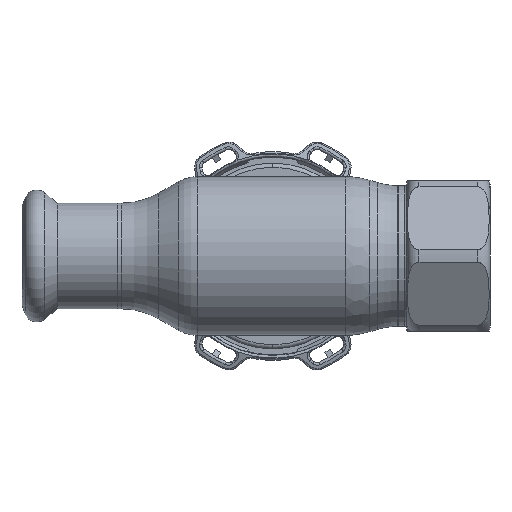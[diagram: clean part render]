
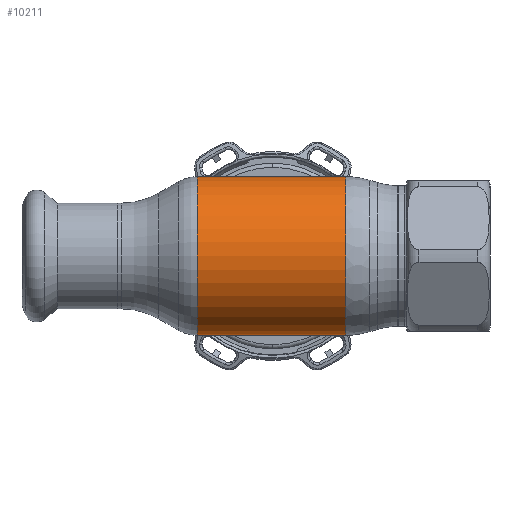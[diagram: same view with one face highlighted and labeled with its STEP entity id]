
A CAD part, front view. The second image highlights one B-rep face of the part: STEP entity #10211.
In plain terms, the highlighted cylindrical face has radius 19 mm (diameter 38 mm), a partial arc.
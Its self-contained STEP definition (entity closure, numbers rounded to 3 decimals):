
#344 = DIRECTION ( 'NONE',  ( -1., 0., 0. ) ) ;
#814 = CARTESIAN_POINT ( 'NONE',  ( -18.088, 0., 19. ) ) ;
#855 = CARTESIAN_POINT ( 'NONE',  ( -62.69, 0., -19. ) ) ;
#2124 = CARTESIAN_POINT ( 'NONE',  ( -18.088, 0., -19. ) ) ;
#4986 = CARTESIAN_POINT ( 'NONE',  ( -62.69, 0., 19. ) ) ;
#6602 = ORIENTED_EDGE ( 'NONE', *, *, #16154, .T. ) ;
#6610 = VECTOR ( 'NONE', #34174, 1000. ) ;
#10101 = AXIS2_PLACEMENT_3D ( 'NONE', #16924, #11619, #11254 ) ;
#10211 = ADVANCED_FACE ( 'NONE', ( #22381 ), #33152, .T. ) ;
#11254 = DIRECTION ( 'NONE',  ( 0., 0., 1. ) ) ;
#11597 = VECTOR ( 'NONE', #15777, 1000. ) ;
#11619 = DIRECTION ( 'NONE',  ( -1., 0., 0. ) ) ;
#12358 = CARTESIAN_POINT ( 'NONE',  ( 17.411, 0., 19. ) ) ;
#13027 = CIRCLE ( 'NONE', #10101, 19. ) ;
#13192 = ORIENTED_EDGE ( 'NONE', *, *, #14972, .F. ) ;
#13723 = VERTEX_POINT ( 'NONE', #14028 ) ;
#14028 = CARTESIAN_POINT ( 'NONE',  ( 17.411, 0., -19. ) ) ;
#14972 = EDGE_CURVE ( 'NONE', #13723, #30860, #28520, .T. ) ;
#15414 = CARTESIAN_POINT ( 'NONE',  ( 17.411, 0., 0. ) ) ;
#15777 = DIRECTION ( 'NONE',  ( -1., 0., 0. ) ) ;
#16154 = EDGE_CURVE ( 'NONE', #13723, #34861, #17189, .T. ) ;
#16924 = CARTESIAN_POINT ( 'NONE',  ( -18.088, 0., 0. ) ) ;
#17189 = CIRCLE ( 'NONE', #22964, 19. ) ;
#18026 = EDGE_CURVE ( 'NONE', #34861, #28638, #19023, .T. ) ;
#19023 = LINE ( 'NONE', #4986, #11597 ) ;
#20858 = DIRECTION ( 'NONE',  ( 0., 0., 1. ) ) ;
#21813 = EDGE_CURVE ( 'NONE', #30860, #28638, #13027, .T. ) ;
#22241 = AXIS2_PLACEMENT_3D ( 'NONE', #25312, #344, #27673 ) ;
#22381 = FACE_OUTER_BOUND ( 'NONE', #23247, .T. ) ;
#22964 = AXIS2_PLACEMENT_3D ( 'NONE', #15414, #26130, #20858 ) ;
#23247 = EDGE_LOOP ( 'NONE', ( #13192, #6602, #24773, #32361 ) ) ;
#24773 = ORIENTED_EDGE ( 'NONE', *, *, #18026, .T. ) ;
#25312 = CARTESIAN_POINT ( 'NONE',  ( -62.69, 0., 0. ) ) ;
#26130 = DIRECTION ( 'NONE',  ( -1., 0., 0. ) ) ;
#27673 = DIRECTION ( 'NONE',  ( 0., 0., 1. ) ) ;
#28520 = LINE ( 'NONE', #855, #6610 ) ;
#28638 = VERTEX_POINT ( 'NONE', #814 ) ;
#30860 = VERTEX_POINT ( 'NONE', #2124 ) ;
#32361 = ORIENTED_EDGE ( 'NONE', *, *, #21813, .F. ) ;
#33152 = CYLINDRICAL_SURFACE ( 'NONE', #22241, 19. ) ;
#34174 = DIRECTION ( 'NONE',  ( -1., 0., 0. ) ) ;
#34861 = VERTEX_POINT ( 'NONE', #12358 ) ;
